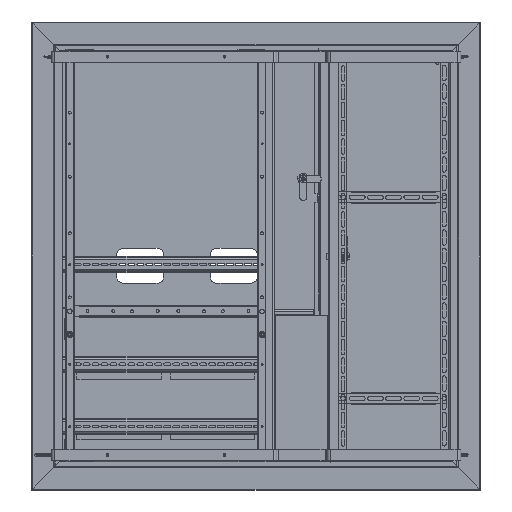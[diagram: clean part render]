
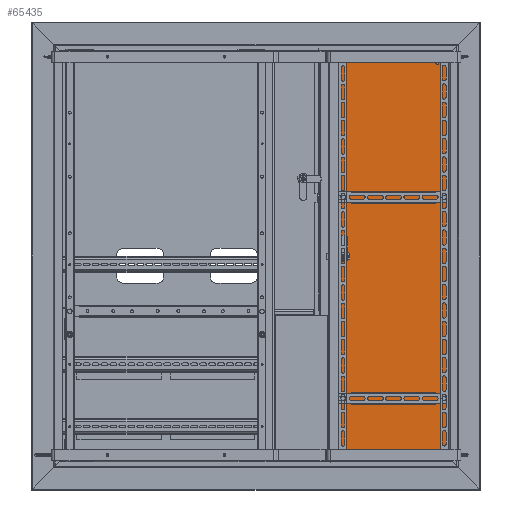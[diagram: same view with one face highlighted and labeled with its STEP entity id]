
A CAD part, left-side view. The second image highlights one B-rep face of the part: STEP entity #65435.
In plain terms, the highlighted face is planar.
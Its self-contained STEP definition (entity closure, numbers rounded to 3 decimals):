
#1630 = CARTESIAN_POINT ( 'NONE',  ( 134.5, 892.7, -1. ) ) ;
#2989 = VERTEX_POINT ( 'NONE', #25126 ) ;
#3429 = ORIENTED_EDGE ( 'NONE', *, *, #46703, .T. ) ;
#5577 = VERTEX_POINT ( 'NONE', #65859 ) ;
#7109 = CARTESIAN_POINT ( 'NONE',  ( -132.2, 892.7, -1. ) ) ;
#7258 = EDGE_CURVE ( 'NONE', #45852, #44053, #21209, .T. ) ;
#8659 = ORIENTED_EDGE ( 'NONE', *, *, #21495, .F. ) ;
#8859 = CARTESIAN_POINT ( 'NONE',  ( -132.2, 2.3, -1. ) ) ;
#9423 = VERTEX_POINT ( 'NONE', #35752 ) ;
#10055 = VECTOR ( 'NONE', #27576, 1000. ) ;
#10094 = FACE_BOUND ( 'NONE', #37144, .T. ) ;
#11652 = CARTESIAN_POINT ( 'NONE',  ( -96., 451.149, -1. ) ) ;
#12158 = VECTOR ( 'NONE', #29348, 1000. ) ;
#12439 = VERTEX_POINT ( 'NONE', #32033 ) ;
#13208 = CARTESIAN_POINT ( 'NONE',  ( -113., 451.149, -1. ) ) ;
#14155 = CARTESIAN_POINT ( 'NONE',  ( -113., 451.149, -1. ) ) ;
#15089 = CARTESIAN_POINT ( 'NONE',  ( -104.5, 447.5, -1. ) ) ;
#16069 = EDGE_CURVE ( 'NONE', #34371, #12439, #42059, .T. ) ;
#19369 = EDGE_CURVE ( 'NONE', #65123, #34371, #66156, .T. ) ;
#20028 = CARTESIAN_POINT ( 'NONE',  ( -132.2, 895., -1. ) ) ;
#20816 = DIRECTION ( 'NONE',  ( -1., 0., 0. ) ) ;
#21209 = CIRCLE ( 'NONE', #53523, 9.25 ) ;
#21495 = EDGE_CURVE ( 'NONE', #9423, #5577, #40708, .T. ) ;
#23189 = VERTEX_POINT ( 'NONE', #51984 ) ;
#23394 = VECTOR ( 'NONE', #20816, 1000. ) ;
#24268 = VECTOR ( 'NONE', #50165, 1000. ) ;
#24870 = CARTESIAN_POINT ( 'NONE',  ( 94.5, 35., -1. ) ) ;
#25126 = CARTESIAN_POINT ( 'NONE',  ( 132.2, 892.7, -1. ) ) ;
#25233 = LINE ( 'NONE', #14155, #24268 ) ;
#26022 = CARTESIAN_POINT ( 'NONE',  ( -104.5, 447.5, -1. ) ) ;
#26455 = LINE ( 'NONE', #11652, #60596 ) ;
#26737 = AXIS2_PLACEMENT_3D ( 'NONE', #24870, #60579, #39021 ) ;
#27576 = DIRECTION ( 'NONE',  ( 1., 0., 0. ) ) ;
#28053 = EDGE_CURVE ( 'NONE', #12439, #2989, #38452, .T. ) ;
#29348 = DIRECTION ( 'NONE',  ( 0., 1., 0. ) ) ;
#29374 = EDGE_CURVE ( 'NONE', #23189, #45852, #26455, .T. ) ;
#29462 = ORIENTED_EDGE ( 'NONE', *, *, #28053, .F. ) ;
#30612 = DIRECTION ( 'NONE',  ( 0., 0., 1. ) ) ;
#30926 = DIRECTION ( 'NONE',  ( 1., 0., 0. ) ) ;
#31055 = DIRECTION ( 'NONE',  ( 1., 0., 0. ) ) ;
#32033 = CARTESIAN_POINT ( 'NONE',  ( 132.2, 2.3, -1. ) ) ;
#34196 = ORIENTED_EDGE ( 'NONE', *, *, #19369, .F. ) ;
#34371 = VERTEX_POINT ( 'NONE', #8859 ) ;
#34546 = AXIS2_PLACEMENT_3D ( 'NONE', #26022, #56675, #31055 ) ;
#34665 = FACE_BOUND ( 'NONE', #52890, .T. ) ;
#35028 = CARTESIAN_POINT ( 'NONE',  ( 94.5, 35., -1. ) ) ;
#35752 = CARTESIAN_POINT ( 'NONE',  ( 94., 35., -1. ) ) ;
#36134 = ORIENTED_EDGE ( 'NONE', *, *, #53270, .F. ) ;
#37144 = EDGE_LOOP ( 'NONE', ( #8659, #36134 ) ) ;
#37199 = CIRCLE ( 'NONE', #41538, 0.5 ) ;
#38452 = LINE ( 'NONE', #43512, #12158 ) ;
#39021 = DIRECTION ( 'NONE',  ( -1., 0., 0. ) ) ;
#39347 = VECTOR ( 'NONE', #40516, 1000. ) ;
#40516 = DIRECTION ( 'NONE',  ( 0., -1., 0. ) ) ;
#40708 = CIRCLE ( 'NONE', #26737, 0.5 ) ;
#41538 = AXIS2_PLACEMENT_3D ( 'NONE', #35028, #61306, #55596 ) ;
#42059 = LINE ( 'NONE', #62642, #10055 ) ;
#43512 = CARTESIAN_POINT ( 'NONE',  ( 132.2, 2.3, -1. ) ) ;
#43824 = VERTEX_POINT ( 'NONE', #52605 ) ;
#44053 = VERTEX_POINT ( 'NONE', #13208 ) ;
#45852 = VERTEX_POINT ( 'NONE', #46718 ) ;
#46222 = ORIENTED_EDGE ( 'NONE', *, *, #53899, .F. ) ;
#46659 = DIRECTION ( 'NONE',  ( 0., 1., 0. ) ) ;
#46703 = EDGE_CURVE ( 'NONE', #44053, #43824, #25233, .T. ) ;
#46718 = CARTESIAN_POINT ( 'NONE',  ( -96., 451.149, -1. ) ) ;
#47431 = AXIS2_PLACEMENT_3D ( 'NONE', #50178, #30612, #30926 ) ;
#50165 = DIRECTION ( 'NONE',  ( 0., -1., 0. ) ) ;
#50178 = CARTESIAN_POINT ( 'NONE',  ( 0., 0., -1. ) ) ;
#51984 = CARTESIAN_POINT ( 'NONE',  ( -96., 443.851, -1. ) ) ;
#52605 = CARTESIAN_POINT ( 'NONE',  ( -113., 443.851, -1. ) ) ;
#52890 = EDGE_LOOP ( 'NONE', ( #3429, #58209, #59613, #55202 ) ) ;
#53270 = EDGE_CURVE ( 'NONE', #5577, #9423, #37199, .T. ) ;
#53523 = AXIS2_PLACEMENT_3D ( 'NONE', #15089, #61568, #55825 ) ;
#53899 = EDGE_CURVE ( 'NONE', #2989, #65123, #56835, .T. ) ;
#55202 = ORIENTED_EDGE ( 'NONE', *, *, #7258, .T. ) ;
#55596 = DIRECTION ( 'NONE',  ( -1., 0., 0. ) ) ;
#55825 = DIRECTION ( 'NONE',  ( 1., 0., 0. ) ) ;
#56558 = FACE_OUTER_BOUND ( 'NONE', #61117, .T. ) ;
#56675 = DIRECTION ( 'NONE',  ( 0., 0., 1. ) ) ;
#56835 = LINE ( 'NONE', #1630, #23394 ) ;
#58209 = ORIENTED_EDGE ( 'NONE', *, *, #63072, .T. ) ;
#58226 = CIRCLE ( 'NONE', #34546, 9.25 ) ;
#59613 = ORIENTED_EDGE ( 'NONE', *, *, #29374, .T. ) ;
#60579 = DIRECTION ( 'NONE',  ( 0., 0., -1. ) ) ;
#60596 = VECTOR ( 'NONE', #46659, 1000. ) ;
#61117 = EDGE_LOOP ( 'NONE', ( #29462, #63569, #34196, #46222 ) ) ;
#61306 = DIRECTION ( 'NONE',  ( 0., 0., -1. ) ) ;
#61568 = DIRECTION ( 'NONE',  ( 0., 0., 1. ) ) ;
#62642 = CARTESIAN_POINT ( 'NONE',  ( -132.2, 2.3, -1. ) ) ;
#63072 = EDGE_CURVE ( 'NONE', #43824, #23189, #58226, .T. ) ;
#63569 = ORIENTED_EDGE ( 'NONE', *, *, #16069, .F. ) ;
#65123 = VERTEX_POINT ( 'NONE', #7109 ) ;
#65435 = ADVANCED_FACE ( 'NONE', ( #10094, #34665, #56558 ), #66006, .F. ) ;
#65859 = CARTESIAN_POINT ( 'NONE',  ( 95., 35., -1. ) ) ;
#66006 = PLANE ( 'NONE',  #47431 ) ;
#66156 = LINE ( 'NONE', #20028, #39347 ) ;
